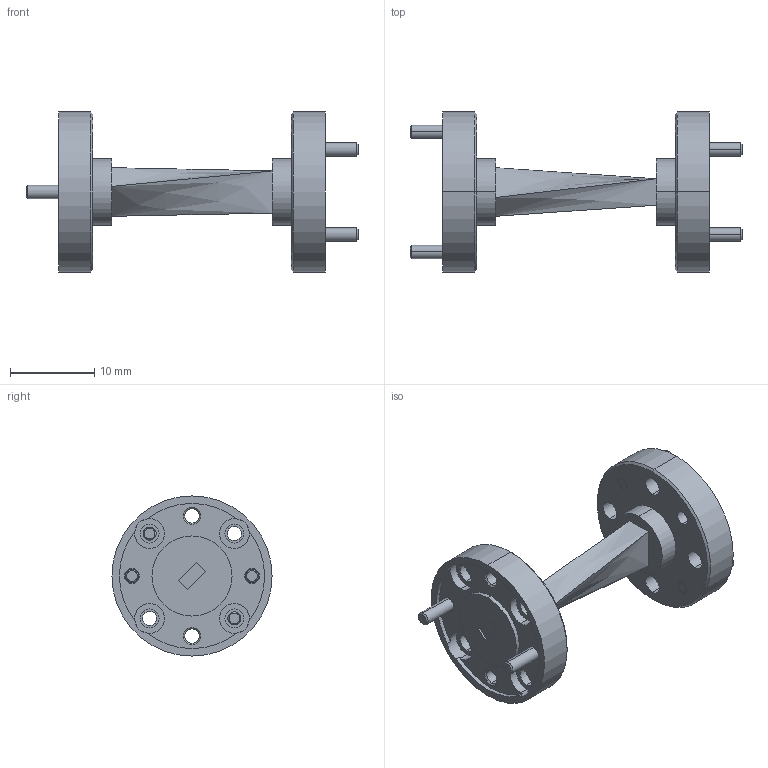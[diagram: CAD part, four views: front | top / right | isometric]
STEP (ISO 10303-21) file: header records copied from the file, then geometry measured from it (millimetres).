
FILE_DESCRIPTION (( 'STEP AP214' ), '1' );
FILE_NAME ('WB-TE-5-A, Defeatured.STEP', '2025-02-27T20:18:43', ( '' ), ( '' ), 'SwSTEP 2.0', 'SolidWorks 2021', '' );
FILE_SCHEMA (( 'AUTOMOTIVE_DESIGN' ));
Length unit declared in the file: inch
Products named in the file (1): WB-TE-5-A, Defeatured
Bounding box: 39.5 x 19.05 x 19.05 mm (x, y, z)
Volume: 2478.1 mm3; surface area: 2528.1 mm2
Topology: 5 solids, 11 shells, 185 faces, 421 edges, 269 vertices
Faces by surface type: cylinder 77, plane 56, cone 36, bspline 16
Entity records: 5536 total; most frequent: CARTESIAN_POINT 1149, DIRECTION 934, ORIENTED_EDGE 842, EDGE_CURVE 421, AXIS2_PLACEMENT_3D 376, VERTEX_POINT 269, EDGE_LOOP 228, CIRCLE 206
